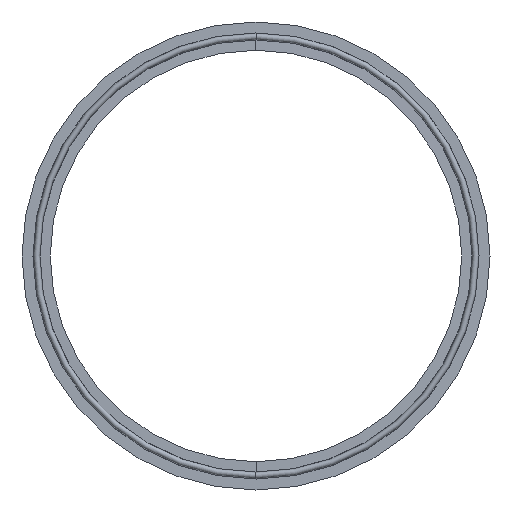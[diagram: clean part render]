
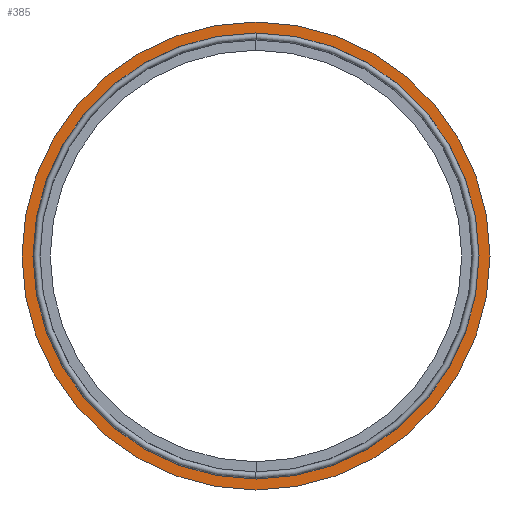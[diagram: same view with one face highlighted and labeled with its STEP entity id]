
A CAD part, left-side view. The second image highlights one B-rep face of the part: STEP entity #385.
In plain terms, the highlighted planar face has unit normal (-1, 0, 0).
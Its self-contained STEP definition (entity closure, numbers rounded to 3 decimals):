
#23 = VERTEX_POINT ( 'NONE', #557 ) ;
#25 = AXIS2_PLACEMENT_3D ( 'NONE', #345, #748, #739 ) ;
#39 = DIRECTION ( 'NONE',  ( 0., 0., 1. ) ) ;
#42 = AXIS2_PLACEMENT_3D ( 'NONE', #762, #670, #482 ) ;
#46 = CARTESIAN_POINT ( 'NONE',  ( -0.9, 0., 0. ) ) ;
#49 = DIRECTION ( 'NONE',  ( 0., 0., -1. ) ) ;
#54 = AXIS2_PLACEMENT_3D ( 'NONE', #46, #329, #878 ) ;
#103 = CARTESIAN_POINT ( 'NONE',  ( -0.9, 0., -92.75 ) ) ;
#118 = CIRCLE ( 'NONE', #682, 92.75 ) ;
#126 = DIRECTION ( 'NONE',  ( 1., 0., 0. ) ) ;
#137 = ORIENTED_EDGE ( 'NONE', *, *, #209, .T. ) ;
#190 = VERTEX_POINT ( 'NONE', #719 ) ;
#204 = FACE_BOUND ( 'NONE', #501, .T. ) ;
#209 = EDGE_CURVE ( 'NONE', #667, #23, #220, .T. ) ;
#220 = CIRCLE ( 'NONE', #54, 92.75 ) ;
#226 = EDGE_LOOP ( 'NONE', ( #659, #137 ) ) ;
#229 = EDGE_CURVE ( 'NONE', #906, #190, #890, .T. ) ;
#245 = DIRECTION ( 'NONE',  ( -1., 0., 0. ) ) ;
#329 = DIRECTION ( 'NONE',  ( -1., 0., 0. ) ) ;
#331 = CARTESIAN_POINT ( 'NONE',  ( -0.9, 0., 0. ) ) ;
#345 = CARTESIAN_POINT ( 'NONE',  ( -0.9, 88.2, 0. ) ) ;
#385 = ADVANCED_FACE ( 'NONE', ( #204, #658 ), #485, .F. ) ;
#424 = AXIS2_PLACEMENT_3D ( 'NONE', #331, #126, #49 ) ;
#482 = DIRECTION ( 'NONE',  ( 0., 0., -1. ) ) ;
#485 = PLANE ( 'NONE',  #25 ) ;
#501 = EDGE_LOOP ( 'NONE', ( #892, #845 ) ) ;
#557 = CARTESIAN_POINT ( 'NONE',  ( -0.9, 0., 92.75 ) ) ;
#658 = FACE_OUTER_BOUND ( 'NONE', #226, .T. ) ;
#659 = ORIENTED_EDGE ( 'NONE', *, *, #678, .T. ) ;
#667 = VERTEX_POINT ( 'NONE', #103 ) ;
#670 = DIRECTION ( 'NONE',  ( 1., 0., 0. ) ) ;
#678 = EDGE_CURVE ( 'NONE', #23, #667, #118, .T. ) ;
#682 = AXIS2_PLACEMENT_3D ( 'NONE', #877, #245, #39 ) ;
#719 = CARTESIAN_POINT ( 'NONE',  ( -0.9, 0., 88.4 ) ) ;
#730 = CIRCLE ( 'NONE', #42, 88.4 ) ;
#739 = DIRECTION ( 'NONE',  ( 0., 0., -1. ) ) ;
#746 = CARTESIAN_POINT ( 'NONE',  ( -0.9, 0., -88.4 ) ) ;
#748 = DIRECTION ( 'NONE',  ( 1., 0., 0. ) ) ;
#762 = CARTESIAN_POINT ( 'NONE',  ( -0.9, 0., 0. ) ) ;
#845 = ORIENTED_EDGE ( 'NONE', *, *, #860, .T. ) ;
#860 = EDGE_CURVE ( 'NONE', #190, #906, #730, .T. ) ;
#877 = CARTESIAN_POINT ( 'NONE',  ( -0.9, 0., 0. ) ) ;
#878 = DIRECTION ( 'NONE',  ( 0., 0., 1. ) ) ;
#890 = CIRCLE ( 'NONE', #424, 88.4 ) ;
#892 = ORIENTED_EDGE ( 'NONE', *, *, #229, .T. ) ;
#906 = VERTEX_POINT ( 'NONE', #746 ) ;
